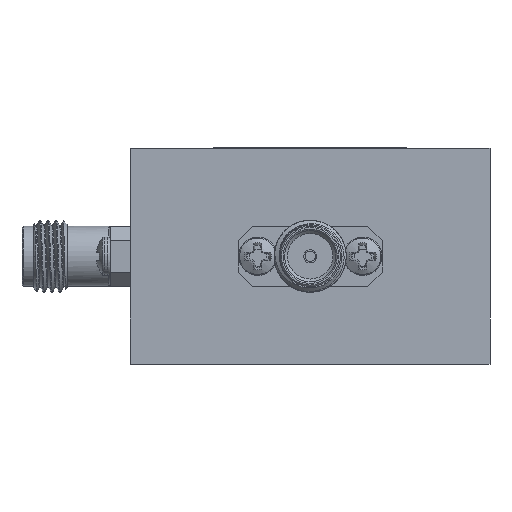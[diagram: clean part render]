
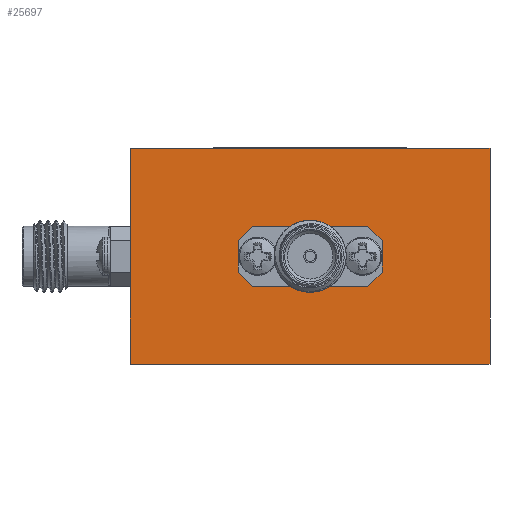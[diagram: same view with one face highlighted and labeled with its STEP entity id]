
A CAD part, left-side view. The second image highlights one B-rep face of the part: STEP entity #25697.
In plain terms, the highlighted planar face has unit normal (-1, 0, 0).
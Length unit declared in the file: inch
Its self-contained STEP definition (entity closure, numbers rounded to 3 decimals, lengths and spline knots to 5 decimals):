
#1390 = FACE_BOUND ( 'NONE', #29931, .T. ) ;
#1936 = LINE ( 'NONE', #36077, #38248 ) ;
#2053 = VERTEX_POINT ( 'NONE', #32802 ) ;
#2365 = ORIENTED_EDGE ( 'NONE', *, *, #33258, .F. ) ;
#2404 = EDGE_CURVE ( 'NONE', #13744, #13889, #35641, .T. ) ;
#2616 = CARTESIAN_POINT ( 'NONE',  ( -0.625, -0.25, -0.055 ) ) ;
#2630 = ORIENTED_EDGE ( 'NONE', *, *, #2404, .T. ) ;
#2717 = ORIENTED_EDGE ( 'NONE', *, *, #20708, .T. ) ;
#3269 = EDGE_LOOP ( 'NONE', ( #14660, #22013, #2365, #37751 ) ) ;
#3424 = VECTOR ( 'NONE', #34470, 39.37008 ) ;
#3695 = CARTESIAN_POINT ( 'NONE',  ( -0.625, 0.625, 0.375 ) ) ;
#3852 = DIRECTION ( 'NONE',  ( 0., 0., -1. ) ) ;
#4997 = VECTOR ( 'NONE', #40527, 39.37008 ) ;
#5068 = VERTEX_POINT ( 'NONE', #25380 ) ;
#5576 = EDGE_CURVE ( 'NONE', #27577, #24272, #19128, .T. ) ;
#6856 = VECTOR ( 'NONE', #3852, 39.37008 ) ;
#7166 = DIRECTION ( 'NONE',  ( 0., -1., 0. ) ) ;
#7657 = CARTESIAN_POINT ( 'NONE',  ( -0.625, -0.625, -0.375 ) ) ;
#7666 = VECTOR ( 'NONE', #37917, 39.37008 ) ;
#8025 = DIRECTION ( 'NONE',  ( 0., 0., -1. ) ) ;
#8358 = VECTOR ( 'NONE', #33005, 39.37008 ) ;
#8899 = EDGE_CURVE ( 'NONE', #29306, #32273, #15976, .T. ) ;
#9612 = VECTOR ( 'NONE', #40748, 39.37008 ) ;
#10599 = CARTESIAN_POINT ( 'NONE',  ( -0.625, 0., 0.105 ) ) ;
#11189 = ORIENTED_EDGE ( 'NONE', *, *, #17649, .T. ) ;
#12049 = LINE ( 'NONE', #35082, #18176 ) ;
#13647 = CARTESIAN_POINT ( 'NONE',  ( -0.625, -0.625, 0.375 ) ) ;
#13714 = VERTEX_POINT ( 'NONE', #30776 ) ;
#13744 = VERTEX_POINT ( 'NONE', #34779 ) ;
#13889 = VERTEX_POINT ( 'NONE', #42073 ) ;
#14333 = CARTESIAN_POINT ( 'NONE',  ( -0.625, -0.25, 0.055 ) ) ;
#14544 = CARTESIAN_POINT ( 'NONE',  ( -0.625, -0.625, -0.375 ) ) ;
#14660 = ORIENTED_EDGE ( 'NONE', *, *, #39523, .T. ) ;
#15005 = PLANE ( 'NONE',  #28536 ) ;
#15976 = LINE ( 'NONE', #13647, #30837 ) ;
#16510 = ORIENTED_EDGE ( 'NONE', *, *, #19213, .T. ) ;
#16729 = FACE_OUTER_BOUND ( 'NONE', #3269, .T. ) ;
#17178 = DIRECTION ( 'NONE',  ( 0., -0.707, 0.707 ) ) ;
#17649 = EDGE_CURVE ( 'NONE', #13889, #5068, #24991, .T. ) ;
#18154 = DIRECTION ( 'NONE',  ( 1., 0., 0. ) ) ;
#18176 = VECTOR ( 'NONE', #29342, 39.37008 ) ;
#18302 = CARTESIAN_POINT ( 'NONE',  ( -0.625, -0.625, 0.375 ) ) ;
#19128 = LINE ( 'NONE', #36026, #6856 ) ;
#19213 = EDGE_CURVE ( 'NONE', #5068, #2053, #25433, .T. ) ;
#19284 = LINE ( 'NONE', #10599, #41330 ) ;
#20708 = EDGE_CURVE ( 'NONE', #37693, #27577, #36181, .T. ) ;
#22013 = ORIENTED_EDGE ( 'NONE', *, *, #8899, .F. ) ;
#22510 = LINE ( 'NONE', #27597, #7666 ) ;
#22788 = DIRECTION ( 'NONE',  ( 0., 0.707, 0.707 ) ) ;
#22888 = EDGE_CURVE ( 'NONE', #24272, #13744, #12049, .T. ) ;
#24272 = VERTEX_POINT ( 'NONE', #2616 ) ;
#24991 = LINE ( 'NONE', #35573, #29599 ) ;
#25269 = ORIENTED_EDGE ( 'NONE', *, *, #5576, .T. ) ;
#25380 = CARTESIAN_POINT ( 'NONE',  ( -0.625, 0.25, -0.055 ) ) ;
#25402 = ORIENTED_EDGE ( 'NONE', *, *, #40610, .T. ) ;
#25433 = LINE ( 'NONE', #27897, #4997 ) ;
#25469 = EDGE_CURVE ( 'NONE', #2053, #35015, #1936, .T. ) ;
#25620 = ORIENTED_EDGE ( 'NONE', *, *, #22888, .T. ) ;
#25697 = ADVANCED_FACE ( 'NONE', ( #16729, #1390 ), #15005, .F. ) ;
#26675 = DIRECTION ( 'NONE',  ( 0., -0.707, -0.707 ) ) ;
#27193 = CARTESIAN_POINT ( 'NONE',  ( -0.625, -0.625, 0.375 ) ) ;
#27577 = VERTEX_POINT ( 'NONE', #14333 ) ;
#27597 = CARTESIAN_POINT ( 'NONE',  ( -0.625, -0.625, 0.375 ) ) ;
#27897 = CARTESIAN_POINT ( 'NONE',  ( -0.625, 0.25, 0. ) ) ;
#27945 = VERTEX_POINT ( 'NONE', #36347 ) ;
#28536 = AXIS2_PLACEMENT_3D ( 'NONE', #18302, #18154, #8025 ) ;
#29306 = VERTEX_POINT ( 'NONE', #27193 ) ;
#29342 = DIRECTION ( 'NONE',  ( 0., 0.707, -0.707 ) ) ;
#29599 = VECTOR ( 'NONE', #22788, 39.37008 ) ;
#29818 = EDGE_CURVE ( 'NONE', #27945, #13714, #33425, .T. ) ;
#29931 = EDGE_LOOP ( 'NONE', ( #11189, #16510, #30574, #25402, #2717, #25269, #25620, #2630 ) ) ;
#30574 = ORIENTED_EDGE ( 'NONE', *, *, #25469, .T. ) ;
#30776 = CARTESIAN_POINT ( 'NONE',  ( -0.625, 0.625, -0.375 ) ) ;
#30837 = VECTOR ( 'NONE', #39967, 39.37008 ) ;
#32093 = VECTOR ( 'NONE', #26675, 39.37008 ) ;
#32273 = VERTEX_POINT ( 'NONE', #7657 ) ;
#32802 = CARTESIAN_POINT ( 'NONE',  ( -0.625, 0.25, 0.055 ) ) ;
#33005 = DIRECTION ( 'NONE',  ( 0., 0., -1. ) ) ;
#33258 = EDGE_CURVE ( 'NONE', #27945, #29306, #22510, .T. ) ;
#33425 = LINE ( 'NONE', #3695, #8358 ) ;
#34167 = LINE ( 'NONE', #14544, #9612 ) ;
#34470 = DIRECTION ( 'NONE',  ( 0., 1., 0. ) ) ;
#34779 = CARTESIAN_POINT ( 'NONE',  ( -0.625, -0.2, -0.105 ) ) ;
#35015 = VERTEX_POINT ( 'NONE', #35626 ) ;
#35082 = CARTESIAN_POINT ( 'NONE',  ( -0.625, -0.25, -0.055 ) ) ;
#35573 = CARTESIAN_POINT ( 'NONE',  ( -0.625, 0.2, -0.105 ) ) ;
#35626 = CARTESIAN_POINT ( 'NONE',  ( -0.625, 0.2, 0.105 ) ) ;
#35641 = LINE ( 'NONE', #41226, #3424 ) ;
#36026 = CARTESIAN_POINT ( 'NONE',  ( -0.625, -0.25, 0. ) ) ;
#36077 = CARTESIAN_POINT ( 'NONE',  ( -0.625, 0.25, 0.055 ) ) ;
#36181 = LINE ( 'NONE', #36301, #32093 ) ;
#36301 = CARTESIAN_POINT ( 'NONE',  ( -0.625, -0.2, 0.105 ) ) ;
#36347 = CARTESIAN_POINT ( 'NONE',  ( -0.625, 0.625, 0.375 ) ) ;
#37693 = VERTEX_POINT ( 'NONE', #38531 ) ;
#37751 = ORIENTED_EDGE ( 'NONE', *, *, #29818, .T. ) ;
#37917 = DIRECTION ( 'NONE',  ( 0., -1., 0. ) ) ;
#38248 = VECTOR ( 'NONE', #17178, 39.37008 ) ;
#38531 = CARTESIAN_POINT ( 'NONE',  ( -0.625, -0.2, 0.105 ) ) ;
#39523 = EDGE_CURVE ( 'NONE', #13714, #32273, #34167, .T. ) ;
#39967 = DIRECTION ( 'NONE',  ( 0., 0., -1. ) ) ;
#40527 = DIRECTION ( 'NONE',  ( 0., 0., 1. ) ) ;
#40610 = EDGE_CURVE ( 'NONE', #35015, #37693, #19284, .T. ) ;
#40748 = DIRECTION ( 'NONE',  ( 0., -1., 0. ) ) ;
#41226 = CARTESIAN_POINT ( 'NONE',  ( -0.625, 0., -0.105 ) ) ;
#41330 = VECTOR ( 'NONE', #7166, 39.37008 ) ;
#42073 = CARTESIAN_POINT ( 'NONE',  ( -0.625, 0.2, -0.105 ) ) ;
